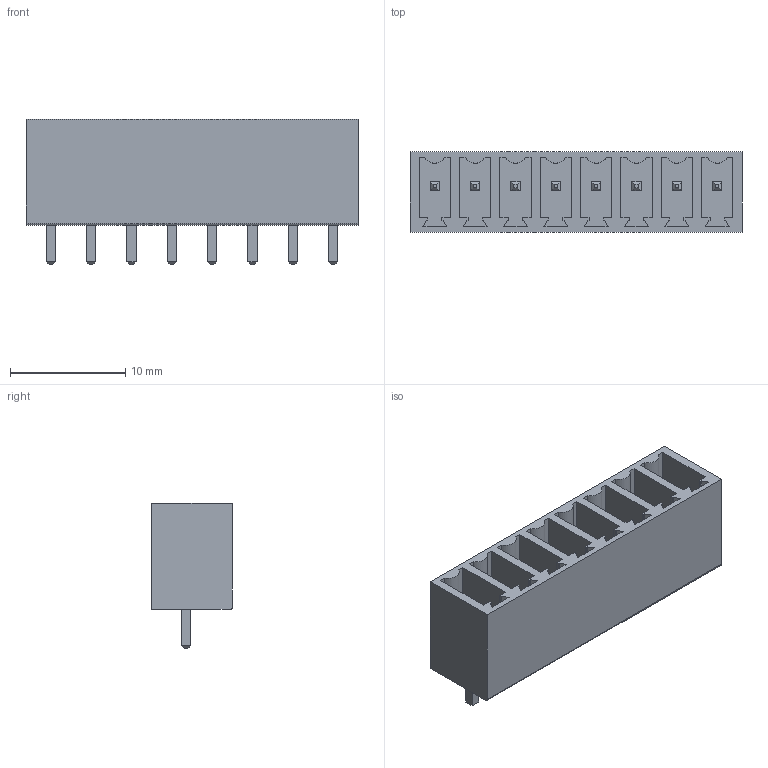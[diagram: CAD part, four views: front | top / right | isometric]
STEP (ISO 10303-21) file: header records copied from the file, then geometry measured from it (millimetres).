
FILE_DESCRIPTION (( 'STEP AP214' ), '1' );
FILE_NAME ('15EDGVC-3.5-8P-1.STEP', '2020-11-17T05:55:20', ( '' ), ( '' ), 'SwSTEP 2.0', 'SolidWorks 2018', '' );
FILE_SCHEMA (( 'AUTOMOTIVE_DESIGN' ));
Length unit declared in the file: millimetre
Products named in the file (1): 15EDGVC-3.5-8P-1
Bounding box: 28.8 x 7 x 12.6 mm (x, y, z)
Volume: 1004 mm3; surface area: 2427.8 mm2
Topology: 1 solids, 1 shells, 271 faces, 671 edges, 426 vertices
Faces by surface type: plane 262, cylinder 9
Entity records: 10806 total; most frequent: CARTESIAN_POINT 1369, ORIENTED_EDGE 1342, DIRECTION 1233, EDGE_CURVE 671, VECTOR 653, LINE 653, VERTEX_POINT 426, EDGE_LOOP 295
